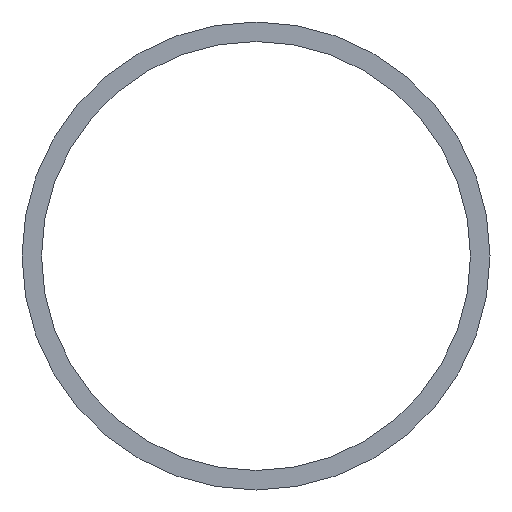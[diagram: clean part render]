
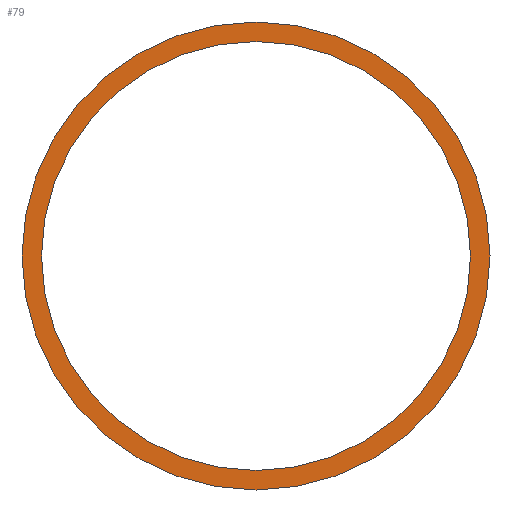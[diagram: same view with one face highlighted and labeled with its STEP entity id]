
A CAD part, front view. The second image highlights one B-rep face of the part: STEP entity #79.
In plain terms, the highlighted planar face has unit normal (0, -1, 0).
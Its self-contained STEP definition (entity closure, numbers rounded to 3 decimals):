
#11 = CARTESIAN_POINT ( 'NONE',  ( 0., 0., 69.85 ) ) ;
#12 = DIRECTION ( 'NONE',  ( 0., 0., 1. ) ) ;
#13 = ORIENTED_EDGE ( 'NONE', *, *, #19, .F. ) ;
#17 = CIRCLE ( 'NONE', #78, 76.2 ) ;
#18 = DIRECTION ( 'NONE',  ( 0., 1., 0. ) ) ;
#19 = EDGE_CURVE ( 'NONE', #65, #65, #17, .T. ) ;
#20 = DIRECTION ( 'NONE',  ( 0., 0., 1. ) ) ;
#24 = AXIS2_PLACEMENT_3D ( 'NONE', #32, #87, #12 ) ;
#27 = DIRECTION ( 'NONE',  ( 0., 1., 0. ) ) ;
#28 = CARTESIAN_POINT ( 'NONE',  ( 0., 0., 76.2 ) ) ;
#32 = CARTESIAN_POINT ( 'NONE',  ( 0., 0., 0. ) ) ;
#36 = CARTESIAN_POINT ( 'NONE',  ( 0., 0., 0. ) ) ;
#41 = EDGE_LOOP ( 'NONE', ( #116 ) ) ;
#47 = VERTEX_POINT ( 'NONE', #11 ) ;
#48 = CIRCLE ( 'NONE', #24, 69.85 ) ;
#49 = PLANE ( 'NONE',  #59 ) ;
#59 = AXIS2_PLACEMENT_3D ( 'NONE', #83, #18, #20 ) ;
#63 = DIRECTION ( 'NONE',  ( 0., 0., 1. ) ) ;
#65 = VERTEX_POINT ( 'NONE', #28 ) ;
#77 = FACE_OUTER_BOUND ( 'NONE', #102, .T. ) ;
#78 = AXIS2_PLACEMENT_3D ( 'NONE', #36, #27, #63 ) ;
#79 = ADVANCED_FACE ( 'NONE', ( #77, #100 ), #49, .F. ) ;
#83 = CARTESIAN_POINT ( 'NONE',  ( 0., 0., 0. ) ) ;
#84 = EDGE_CURVE ( 'NONE', #47, #47, #48, .T. ) ;
#87 = DIRECTION ( 'NONE',  ( 0., 1., 0. ) ) ;
#100 = FACE_BOUND ( 'NONE', #41, .T. ) ;
#102 = EDGE_LOOP ( 'NONE', ( #13 ) ) ;
#116 = ORIENTED_EDGE ( 'NONE', *, *, #84, .T. ) ;
